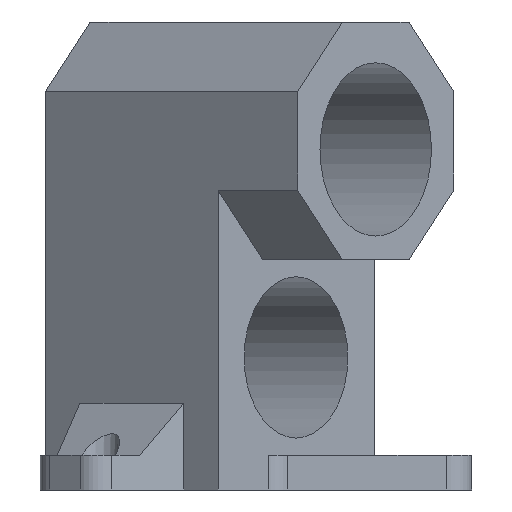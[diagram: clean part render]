
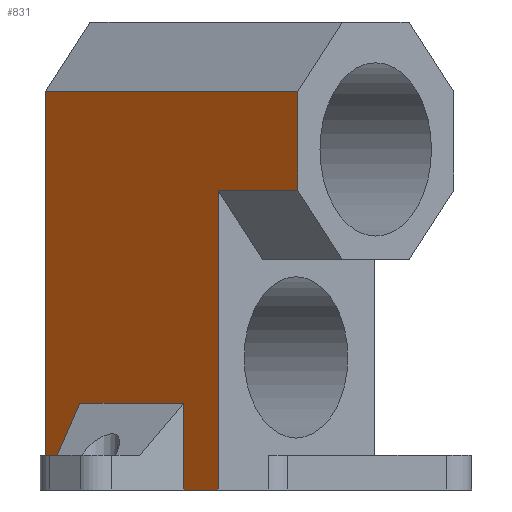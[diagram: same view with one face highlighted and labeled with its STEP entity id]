
A CAD part, front view. The second image highlights one B-rep face of the part: STEP entity #831.
In plain terms, the highlighted planar face has unit normal (-0.643, -0.766, 0).
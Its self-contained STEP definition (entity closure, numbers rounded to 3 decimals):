
#245=PLANE('',#893);
#269=FACE_OUTER_BOUND('',#300,.T.);
#300=EDGE_LOOP('',(#683,#684,#685,#686,#687,#688,#689,#690,#691,#692));
#347=LINE('',#1211,#413);
#349=LINE('',#1217,#415);
#351=LINE('',#1221,#417);
#352=LINE('',#1223,#418);
#353=LINE('',#1225,#419);
#354=LINE('',#1227,#420);
#355=LINE('',#1229,#421);
#356=LINE('',#1231,#422);
#357=LINE('',#1233,#423);
#358=LINE('',#1234,#424);
#413=VECTOR('',#995,10.);
#415=VECTOR('',#1001,10.);
#417=VECTOR('',#1005,10.);
#418=VECTOR('',#1006,10.);
#419=VECTOR('',#1007,10.);
#420=VECTOR('',#1008,10.);
#421=VECTOR('',#1009,10.);
#422=VECTOR('',#1010,10.);
#423=VECTOR('',#1011,10.);
#424=VECTOR('',#1012,10.);
#521=VERTEX_POINT('',#1208);
#522=VERTEX_POINT('',#1210);
#524=VERTEX_POINT('',#1216);
#525=VERTEX_POINT('',#1220);
#526=VERTEX_POINT('',#1222);
#527=VERTEX_POINT('',#1224);
#528=VERTEX_POINT('',#1226);
#529=VERTEX_POINT('',#1228);
#530=VERTEX_POINT('',#1230);
#531=VERTEX_POINT('',#1232);
#583=EDGE_CURVE('',#522,#521,#347,.T.);
#586=EDGE_CURVE('',#522,#524,#349,.T.);
#588=EDGE_CURVE('',#525,#524,#351,.T.);
#589=EDGE_CURVE('',#526,#521,#352,.T.);
#590=EDGE_CURVE('',#527,#526,#353,.T.);
#591=EDGE_CURVE('',#528,#527,#354,.T.);
#592=EDGE_CURVE('',#528,#529,#355,.T.);
#593=EDGE_CURVE('',#530,#529,#356,.T.);
#594=EDGE_CURVE('',#530,#531,#357,.T.);
#595=EDGE_CURVE('',#525,#531,#358,.T.);
#683=ORIENTED_EDGE('',*,*,#588,.T.);
#684=ORIENTED_EDGE('',*,*,#586,.F.);
#685=ORIENTED_EDGE('',*,*,#583,.T.);
#686=ORIENTED_EDGE('',*,*,#589,.F.);
#687=ORIENTED_EDGE('',*,*,#590,.F.);
#688=ORIENTED_EDGE('',*,*,#591,.F.);
#689=ORIENTED_EDGE('',*,*,#592,.T.);
#690=ORIENTED_EDGE('',*,*,#593,.F.);
#691=ORIENTED_EDGE('',*,*,#594,.T.);
#692=ORIENTED_EDGE('',*,*,#595,.F.);
#831=ADVANCED_FACE('',(#269),#245,.F.);
#893=AXIS2_PLACEMENT_3D('',#1219,#1003,#1004);
#995=DIRECTION('',(0.,0.,1.));
#1001=DIRECTION('',(-0.766,0.643,0.));
#1003=DIRECTION('center_axis',(0.643,0.766,0.));
#1004=DIRECTION('ref_axis',(-0.766,0.643,0.));
#1005=DIRECTION('',(0.,0.,1.));
#1006=DIRECTION('',(0.766,-0.643,0.));
#1007=DIRECTION('',(0.,0.,1.));
#1008=DIRECTION('',(-0.766,0.643,0.));
#1009=DIRECTION('',(0.,0.,1.));
#1010=DIRECTION('',(-0.766,0.643,0.));
#1011=DIRECTION('',(0.,0.,-1.));
#1012=DIRECTION('',(-0.766,0.643,0.));
#1208=CARTESIAN_POINT('',(12.788,29.182,11.5));
#1210=CARTESIAN_POINT('',(12.788,29.182,8.65));
#1211=CARTESIAN_POINT('',(12.788,29.182,0.));
#1216=CARTESIAN_POINT('',(10.49,31.11,8.65));
#1217=CARTESIAN_POINT('',(10.49,31.11,8.65));
#1219=CARTESIAN_POINT('Origin',(10.49,31.11,0.));
#1220=CARTESIAN_POINT('',(10.49,31.11,0.));
#1221=CARTESIAN_POINT('',(10.49,31.11,0.));
#1222=CARTESIAN_POINT('',(5.511,35.288,11.5));
#1223=CARTESIAN_POINT('',(9.245,32.155,11.5));
#1224=CARTESIAN_POINT('',(5.511,35.288,0.));
#1225=CARTESIAN_POINT('',(5.511,35.288,0.));
#1226=CARTESIAN_POINT('',(6.503,34.456,0.));
#1227=CARTESIAN_POINT('',(10.49,31.11,0.));
#1228=CARTESIAN_POINT('',(6.503,34.456,2.5));
#1229=CARTESIAN_POINT('',(6.503,34.456,0.));
#1230=CARTESIAN_POINT('',(9.498,31.943,2.5));
#1231=CARTESIAN_POINT('',(9.245,32.155,2.5));
#1232=CARTESIAN_POINT('',(9.498,31.943,0.));
#1233=CARTESIAN_POINT('',(9.498,31.943,0.));
#1234=CARTESIAN_POINT('',(10.49,31.11,0.));
